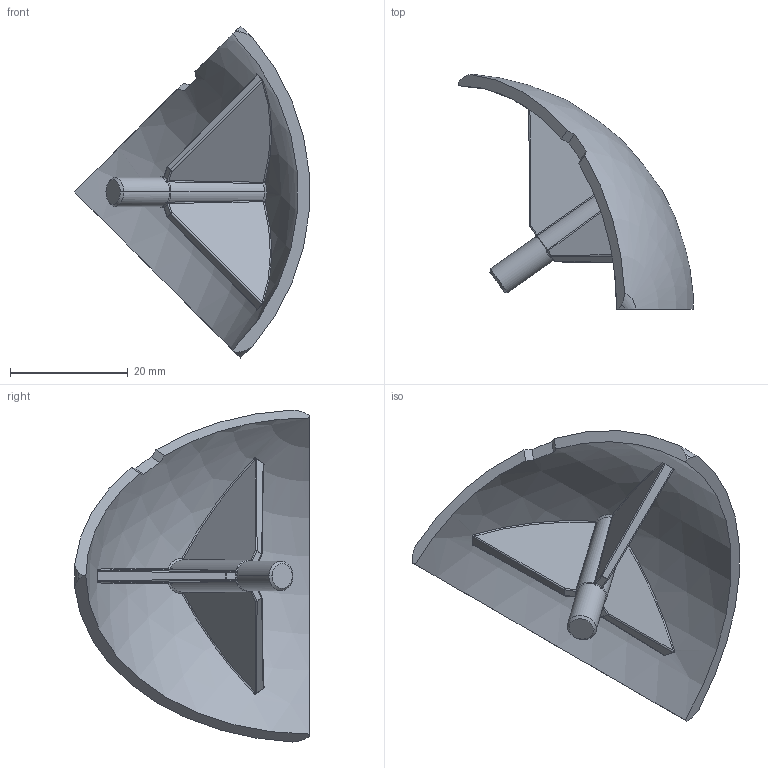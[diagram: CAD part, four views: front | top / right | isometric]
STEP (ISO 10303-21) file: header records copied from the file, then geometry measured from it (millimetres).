
FILE_DESCRIPTION (( 'STEP AP214' ), '1' );
FILE_NAME ('093wea402b.STEP', '2014-08-21T06:07:27', ( '' ), ( '' ), 'SwSTEP 2.0', 'SolidWorks 2014', '' );
FILE_SCHEMA (( 'AUTOMOTIVE_DESIGN' ));
Length unit declared in the file: millimetre
Products named in the file (1): 093wea402b
Bounding box: 39.87 x 39.92 x 56.43 mm (x, y, z)
Volume: 6721.2 mm3; surface area: 6873.1 mm2
Topology: 1 solids, 1 shells, 96 faces, 250 edges, 156 vertices
Faces by surface type: plane 26, cylinder 24, bspline 18, torus 10, sphere 10, cone 8
Entity records: 3347 total; most frequent: CARTESIAN_POINT 1183, ORIENTED_EDGE 498, DIRECTION 398, EDGE_CURVE 249, AXIS2_PLACEMENT_3D 172, VERTEX_POINT 156, EDGE_LOOP 97, FACE_OUTER_BOUND 96
